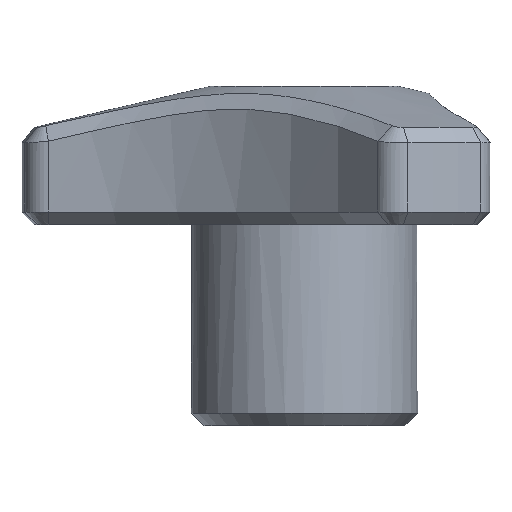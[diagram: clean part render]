
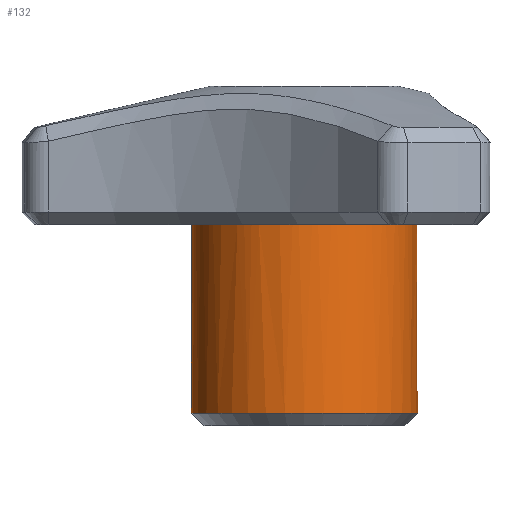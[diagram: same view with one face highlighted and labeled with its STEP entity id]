
A CAD part, left-side view. The second image highlights one B-rep face of the part: STEP entity #132.
In plain terms, the highlighted cylindrical face has radius 9 mm (diameter 18 mm), a full revolution.
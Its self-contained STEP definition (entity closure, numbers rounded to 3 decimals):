
#132 = ADVANCED_FACE( '', ( #294, #295 ), #296, .T. );
#294 = FACE_OUTER_BOUND( '', #522, .T. );
#295 = FACE_OUTER_BOUND( '', #523, .T. );
#296 = CYLINDRICAL_SURFACE( '', #524, 9. );
#522 = EDGE_LOOP( '', ( #896 ) );
#523 = EDGE_LOOP( '', ( #897, #898, #899, #900, #901, #902, #903, #904, #905, #906, #907, #908 ) );
#524 = AXIS2_PLACEMENT_3D( '', #909, #910, #911 );
#896 = ORIENTED_EDGE( '', *, *, #1174, .T. );
#897 = ORIENTED_EDGE( '', *, *, #1270, .F. );
#898 = ORIENTED_EDGE( '', *, *, #1271, .F. );
#899 = ORIENTED_EDGE( '', *, *, #1232, .T. );
#900 = ORIENTED_EDGE( '', *, *, #1272, .T. );
#901 = ORIENTED_EDGE( '', *, *, #1273, .F. );
#902 = ORIENTED_EDGE( '', *, *, #1238, .F. );
#903 = ORIENTED_EDGE( '', *, *, #1221, .T. );
#904 = ORIENTED_EDGE( '', *, *, #1274, .T. );
#905 = ORIENTED_EDGE( '', *, *, #1275, .F. );
#906 = ORIENTED_EDGE( '', *, *, #1276, .F. );
#907 = ORIENTED_EDGE( '', *, *, #1225, .T. );
#908 = ORIENTED_EDGE( '', *, *, #1191, .T. );
#909 = CARTESIAN_POINT( '', ( 0., 0., 57.15 ) );
#910 = DIRECTION( '', ( 0., 0., -1. ) );
#911 = DIRECTION( '', ( 1., 0., 0. ) );
#1174 = EDGE_CURVE( '', #1369, #1369, #1370, .T. );
#1191 = EDGE_CURVE( '', #1397, #1394, #1398, .T. );
#1221 = EDGE_CURVE( '', #1447, #1445, #1448, .T. );
#1225 = EDGE_CURVE( '', #1453, #1397, #1454, .T. );
#1232 = EDGE_CURVE( '', #1464, #1462, #1465, .T. );
#1238 = EDGE_CURVE( '', #1447, #1470, #1472, .T. );
#1270 = EDGE_CURVE( '', #1520, #1394, #1521, .T. );
#1271 = EDGE_CURVE( '', #1464, #1520, #1522, .T. );
#1272 = EDGE_CURVE( '', #1462, #1523, #1524, .T. );
#1273 = EDGE_CURVE( '', #1470, #1523, #1525, .T. );
#1274 = EDGE_CURVE( '', #1445, #1526, #1527, .T. );
#1275 = EDGE_CURVE( '', #1528, #1526, #1529, .T. );
#1276 = EDGE_CURVE( '', #1453, #1528, #1530, .T. );
#1369 = VERTEX_POINT( '', #1639 );
#1370 = CIRCLE( '', #1640, 9. );
#1394 = VERTEX_POINT( '', #1731 );
#1397 = VERTEX_POINT( '', #1734 );
#1398 = LINE( '', #1735, #1736 );
#1445 = VERTEX_POINT( '', #2017 );
#1447 = VERTEX_POINT( '', #2019 );
#1448 = CIRCLE( '', #2020, 9. );
#1453 = VERTEX_POINT( '', #2025 );
#1454 = CIRCLE( '', #2026, 9. );
#1462 = VERTEX_POINT( '', #2037 );
#1464 = VERTEX_POINT( '', #2039 );
#1465 = CIRCLE( '', #2040, 9. );
#1470 = VERTEX_POINT( '', #2046 );
#1472 = LINE( '', #2048, #2049 );
#1520 = VERTEX_POINT( '', #2123 );
#1521 = CIRCLE( '', #2124, 9. );
#1522 = LINE( '', #2125, #2126 );
#1523 = VERTEX_POINT( '', #2127 );
#1524 = LINE( '', #2128, #2129 );
#1525 = CIRCLE( '', #2130, 9. );
#1526 = VERTEX_POINT( '', #2131 );
#1527 = LINE( '', #2132, #2133 );
#1528 = VERTEX_POINT( '', #2134 );
#1529 = CIRCLE( '', #2135, 9. );
#1530 = LINE( '', #2136, #2137 );
#1639 = CARTESIAN_POINT( '', ( 9., 0., 1. ) );
#1640 = AXIS2_PLACEMENT_3D( '', #2329, #2330, #2331 );
#1731 = CARTESIAN_POINT( '', ( -8.245, 3.608, 16. ) );
#1734 = CARTESIAN_POINT( '', ( -8.245, 3.608, 23. ) );
#1735 = CARTESIAN_POINT( '', ( -8.245, 3.608, 23. ) );
#1736 = VECTOR( '', #2345, 1000. );
#2017 = CARTESIAN_POINT( '', ( 0.998, -8.944, 23. ) );
#2019 = CARTESIAN_POINT( '', ( 8.245, 3.608, 23. ) );
#2020 = AXIS2_PLACEMENT_3D( '', #2373, #2374, #2375 );
#2025 = CARTESIAN_POINT( '', ( -0.998, -8.944, 23. ) );
#2026 = AXIS2_PLACEMENT_3D( '', #2382, #2383, #2384 );
#2037 = CARTESIAN_POINT( '', ( 7.247, 5.337, 23. ) );
#2039 = CARTESIAN_POINT( '', ( -7.247, 5.337, 23. ) );
#2040 = AXIS2_PLACEMENT_3D( '', #2394, #2395, #2396 );
#2046 = CARTESIAN_POINT( '', ( 8.245, 3.608, 16. ) );
#2048 = CARTESIAN_POINT( '', ( 8.245, 3.608, 23. ) );
#2049 = VECTOR( '', #2403, 1000. );
#2123 = CARTESIAN_POINT( '', ( -7.247, 5.337, 16. ) );
#2124 = AXIS2_PLACEMENT_3D( '', #2451, #2452, #2453 );
#2125 = CARTESIAN_POINT( '', ( -7.247, 5.337, 23. ) );
#2126 = VECTOR( '', #2454, 1000. );
#2127 = CARTESIAN_POINT( '', ( 7.247, 5.337, 16. ) );
#2128 = CARTESIAN_POINT( '', ( 7.247, 5.337, 23. ) );
#2129 = VECTOR( '', #2455, 1000. );
#2130 = AXIS2_PLACEMENT_3D( '', #2456, #2457, #2458 );
#2131 = CARTESIAN_POINT( '', ( 0.998, -8.944, 16. ) );
#2132 = CARTESIAN_POINT( '', ( 0.998, -8.944, 23. ) );
#2133 = VECTOR( '', #2459, 1000. );
#2134 = CARTESIAN_POINT( '', ( -0.998, -8.944, 16. ) );
#2135 = AXIS2_PLACEMENT_3D( '', #2460, #2461, #2462 );
#2136 = CARTESIAN_POINT( '', ( -0.998, -8.944, 23. ) );
#2137 = VECTOR( '', #2463, 1000. );
#2329 = CARTESIAN_POINT( '', ( 0., 0., 1. ) );
#2330 = DIRECTION( '', ( 0., 0., 1. ) );
#2331 = DIRECTION( '', ( 1., 0., 0. ) );
#2345 = DIRECTION( '', ( 0., 0., -1. ) );
#2373 = CARTESIAN_POINT( '', ( 0., 0., 23. ) );
#2374 = DIRECTION( '', ( 0., 0., -1. ) );
#2375 = DIRECTION( '', ( 0., 1., 0. ) );
#2382 = CARTESIAN_POINT( '', ( 0., 0., 23. ) );
#2383 = DIRECTION( '', ( 0., 0., -1. ) );
#2384 = DIRECTION( '', ( 0., 1., 0. ) );
#2394 = CARTESIAN_POINT( '', ( 0., 0., 23. ) );
#2395 = DIRECTION( '', ( 0., 0., -1. ) );
#2396 = DIRECTION( '', ( 0., -1., 0. ) );
#2403 = DIRECTION( '', ( 0., 0., -1. ) );
#2451 = CARTESIAN_POINT( '', ( 0., 0., 16. ) );
#2452 = DIRECTION( '', ( 0., 0., 1. ) );
#2453 = DIRECTION( '', ( 1., 0., 0. ) );
#2454 = DIRECTION( '', ( 0., 0., -1. ) );
#2455 = DIRECTION( '', ( 0., 0., -1. ) );
#2456 = CARTESIAN_POINT( '', ( 0., 0., 16. ) );
#2457 = DIRECTION( '', ( 0., 0., 1. ) );
#2458 = DIRECTION( '', ( 1., 0., 0. ) );
#2459 = DIRECTION( '', ( 0., 0., -1. ) );
#2460 = CARTESIAN_POINT( '', ( 0., 0., 16. ) );
#2461 = DIRECTION( '', ( 0., 0., 1. ) );
#2462 = DIRECTION( '', ( 1., 0., 0. ) );
#2463 = DIRECTION( '', ( 0., 0., -1. ) );
